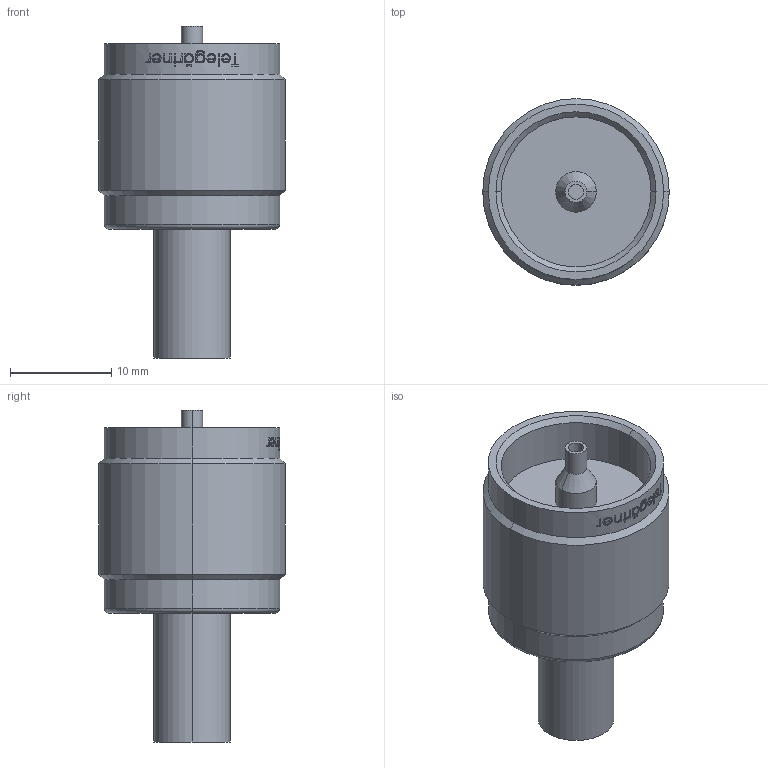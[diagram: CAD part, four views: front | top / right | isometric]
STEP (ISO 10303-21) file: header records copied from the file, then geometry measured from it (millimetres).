
FILE_DESCRIPTION (( 'STEP AP214' ), '1' );
FILE_NAME ('J01040A0013.STEP', '2019-07-10T09:09:07', ( '' ), ( '' ), 'SwSTEP 2.0', 'SolidWorks 2018', '' );
FILE_SCHEMA (( 'AUTOMOTIVE_DESIGN' ));
Length unit declared in the file: millimetre
Products named in the file (1): J01040A0013
Bounding box: 18.4 x 18.4 x 32.75 mm (x, y, z)
Volume: 4162 mm3; surface area: 2395.4 mm2
Topology: 1 solids, 1 shells, 208 faces, 519 edges, 338 vertices
Faces by surface type: bspline 78, plane 72, cylinder 42, cone 14, torus 2
Entity records: 11235 total; most frequent: CARTESIAN_POINT 4452, ORIENTED_EDGE 1038, DIRECTION 731, EDGE_CURVE 519, VERTEX_POINT 338, AXIS2_PLACEMENT_3D 247, VECTOR 237, LINE 237
